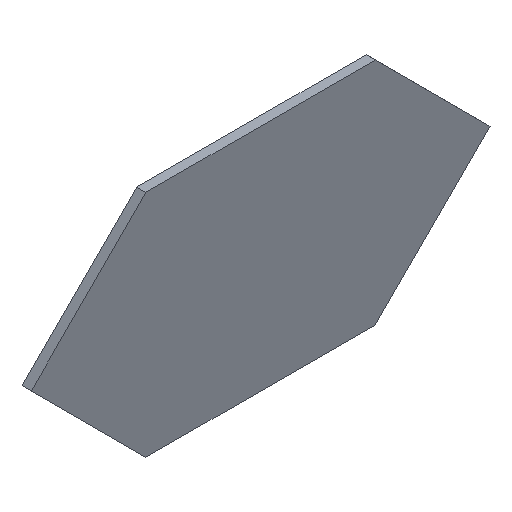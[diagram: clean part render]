
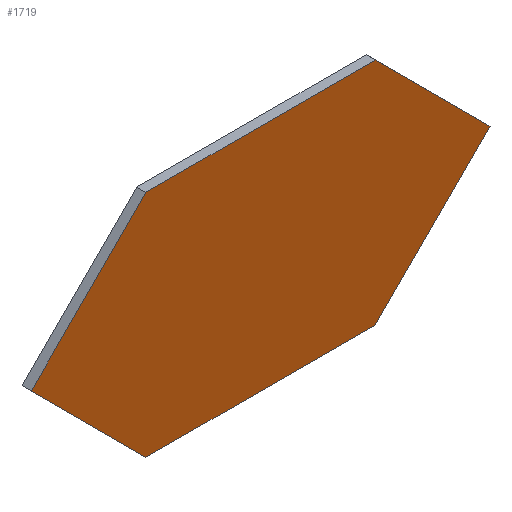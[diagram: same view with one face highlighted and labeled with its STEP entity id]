
A CAD part, isometric view. The second image highlights one B-rep face of the part: STEP entity #1719.
In plain terms, the highlighted planar face has unit normal (0, -1, 0).
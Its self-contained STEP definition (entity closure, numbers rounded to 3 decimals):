
#256=FACE_OUTER_BOUND('',#357,.T.);
#357=EDGE_LOOP('',(#1575,#1576,#1577,#1578,#1579,#1580));
#501=LINE('',#3314,#656);
#504=LINE('',#3319,#659);
#506=LINE('',#3323,#661);
#508=LINE('',#3327,#663);
#510=LINE('',#3331,#665);
#512=LINE('',#3334,#667);
#656=VECTOR('',#2003,10.);
#659=VECTOR('',#2008,10.);
#661=VECTOR('',#2012,10.);
#663=VECTOR('',#2016,10.);
#665=VECTOR('',#2020,10.);
#667=VECTOR('',#2024,10.);
#828=VERTEX_POINT('',#3312);
#829=VERTEX_POINT('',#3313);
#830=VERTEX_POINT('',#3318);
#831=VERTEX_POINT('',#3322);
#832=VERTEX_POINT('',#3326);
#833=VERTEX_POINT('',#3330);
#1071=EDGE_CURVE('',#828,#829,#501,.T.);
#1074=EDGE_CURVE('',#830,#828,#504,.T.);
#1076=EDGE_CURVE('',#831,#830,#506,.T.);
#1078=EDGE_CURVE('',#832,#831,#508,.T.);
#1080=EDGE_CURVE('',#833,#832,#510,.T.);
#1082=EDGE_CURVE('',#829,#833,#512,.T.);
#1575=ORIENTED_EDGE('',*,*,#1082,.F.);
#1576=ORIENTED_EDGE('',*,*,#1071,.F.);
#1577=ORIENTED_EDGE('',*,*,#1074,.F.);
#1578=ORIENTED_EDGE('',*,*,#1076,.F.);
#1579=ORIENTED_EDGE('',*,*,#1078,.F.);
#1580=ORIENTED_EDGE('',*,*,#1080,.F.);
#1626=PLANE('',#1779);
#1719=ADVANCED_FACE('',(#256),#1626,.F.);
#1779=AXIS2_PLACEMENT_3D('',#3336,#2027,#2028);
#2003=DIRECTION('',(-1.,0.,0.));
#2008=DIRECTION('',(-0.707,0.,-0.707));
#2012=DIRECTION('',(0.707,0.,-0.707));
#2016=DIRECTION('',(1.,0.,0.));
#2020=DIRECTION('',(0.707,0.,0.707));
#2024=DIRECTION('',(-0.707,0.,0.707));
#2027=DIRECTION('center_axis',(0.,1.,0.));
#2028=DIRECTION('ref_axis',(1.,0.,0.));
#3312=CARTESIAN_POINT('',(250.,0.,-25.));
#3313=CARTESIAN_POINT('',(200.,0.,-25.));
#3314=CARTESIAN_POINT('',(250.,0.,-25.));
#3318=CARTESIAN_POINT('',(275.,0.,0.));
#3319=CARTESIAN_POINT('',(275.,0.,0.));
#3322=CARTESIAN_POINT('',(250.,0.,25.));
#3323=CARTESIAN_POINT('',(250.,0.,25.));
#3326=CARTESIAN_POINT('',(200.,0.,25.));
#3327=CARTESIAN_POINT('',(200.,0.,25.));
#3330=CARTESIAN_POINT('',(175.,0.,0.));
#3331=CARTESIAN_POINT('',(175.,0.,0.));
#3334=CARTESIAN_POINT('',(200.,0.,-25.));
#3336=CARTESIAN_POINT('Origin',(225.,0.,0.));
